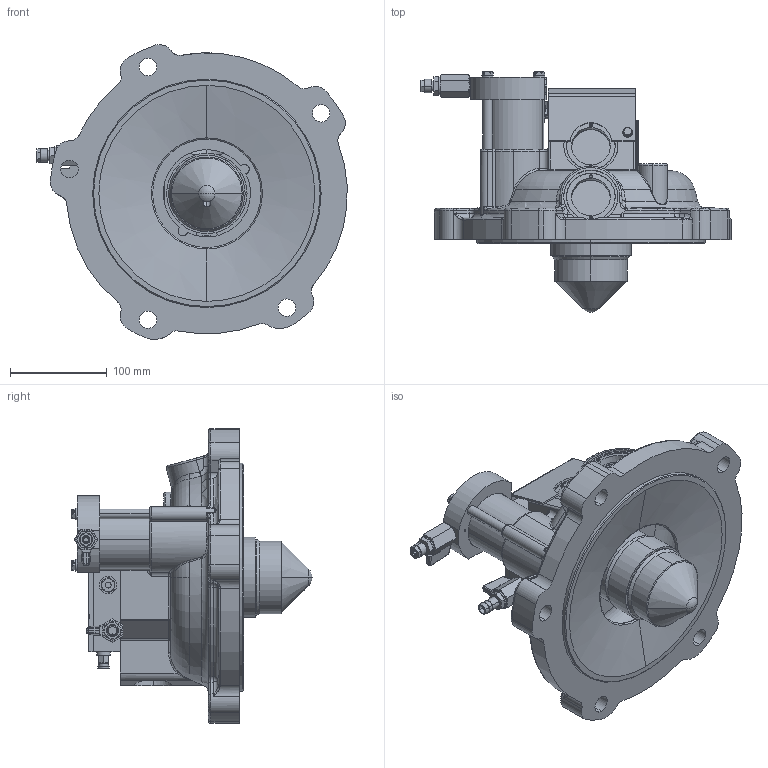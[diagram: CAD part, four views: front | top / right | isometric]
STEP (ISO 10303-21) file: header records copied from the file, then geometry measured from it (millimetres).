
FILE_DESCRIPTION (( 'STEP AP214' ), '1' );
FILE_NAME ('FH5E_250720.STEP', '2013-07-19T06:46:26', ( 'Admin2' ), ( '' ), 'SwSTEP 2.0', 'SolidWorks 2010', '' );
FILE_SCHEMA (( 'AUTOMOTIVE_DESIGN' ));
Length unit declared in the file: millimetre
Products named in the file (1): FH5E_250720
Bounding box: 320.29 x 247.9 x 304.29 mm (x, y, z)
Surface area: 392960.4 mm2 (no closed solid volume)
Topology: 0 solids, 61 shells, 988 faces, 3026 edges, 2014 vertices
Faces by surface type: plane 332, cylinder 293, bspline 136, torus 121, cone 92, sphere 14
Entity records: 53809 total; most frequent: CARTESIAN_POINT 17353, DIRECTION 5161, ORIENTED_EDGE 5023, EDGE_CURVE 2994, VERTEX_POINT 2014, AXIS2_PLACEMENT_3D 1958, VECTOR 1245, LINE 1245
